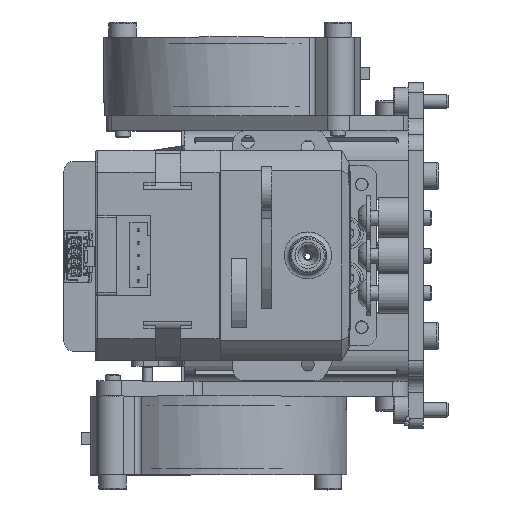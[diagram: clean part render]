
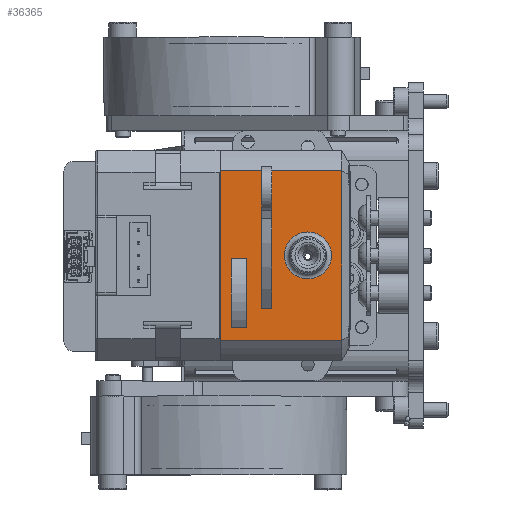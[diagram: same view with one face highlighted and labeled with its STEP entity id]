
A CAD part, top view. The second image highlights one B-rep face of the part: STEP entity #36365.
In plain terms, the highlighted face is planar.
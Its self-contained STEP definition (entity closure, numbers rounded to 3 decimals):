
#1252=FACE_BOUND('',#5498,.T.);
#1253=FACE_BOUND('',#5499,.T.);
#1254=FACE_BOUND('',#5500,.T.);
#1680=PLANE('',#39689);
#3347=FACE_OUTER_BOUND('',#5497,.T.);
#5497=EDGE_LOOP('',(#28162,#28163,#28164,#28165));
#5498=EDGE_LOOP('',(#28166,#28167,#28168,#28169));
#5499=EDGE_LOOP('',(#28170,#28171,#28172,#28173));
#5500=EDGE_LOOP('',(#28174));
#7923=LINE('',#57507,#11329);
#7924=LINE('',#57509,#11330);
#7925=LINE('',#57511,#11331);
#7926=LINE('',#57512,#11332);
#7927=LINE('',#57515,#11333);
#7928=LINE('',#57517,#11334);
#7929=LINE('',#57519,#11335);
#7930=LINE('',#57520,#11336);
#7931=LINE('',#57523,#11337);
#7932=LINE('',#57525,#11338);
#7933=LINE('',#57527,#11339);
#7934=LINE('',#57528,#11340);
#11329=VECTOR('',#46022,1000.);
#11330=VECTOR('',#46023,1000.);
#11331=VECTOR('',#46024,1000.);
#11332=VECTOR('',#46025,1000.);
#11333=VECTOR('',#46026,1000.);
#11334=VECTOR('',#46027,1000.);
#11335=VECTOR('',#46028,1000.);
#11336=VECTOR('',#46029,1000.);
#11337=VECTOR('',#46030,1000.);
#11338=VECTOR('',#46031,1000.);
#11339=VECTOR('',#46032,1000.);
#11340=VECTOR('',#46033,1000.);
#14605=CIRCLE('',#39629,4.7);
#16371=VERTEX_POINT('',#56837);
#16572=VERTEX_POINT('',#57505);
#16573=VERTEX_POINT('',#57506);
#16574=VERTEX_POINT('',#57508);
#16575=VERTEX_POINT('',#57510);
#16576=VERTEX_POINT('',#57513);
#16577=VERTEX_POINT('',#57514);
#16578=VERTEX_POINT('',#57516);
#16579=VERTEX_POINT('',#57518);
#16580=VERTEX_POINT('',#57521);
#16581=VERTEX_POINT('',#57522);
#16582=VERTEX_POINT('',#57524);
#16583=VERTEX_POINT('',#57526);
#20559=EDGE_CURVE('',#16371,#16371,#14605,.T.);
#20786=EDGE_CURVE('',#16572,#16573,#7923,.T.);
#20787=EDGE_CURVE('',#16572,#16574,#7924,.T.);
#20788=EDGE_CURVE('',#16574,#16575,#7925,.T.);
#20789=EDGE_CURVE('',#16575,#16573,#7926,.T.);
#20790=EDGE_CURVE('',#16576,#16577,#7927,.T.);
#20791=EDGE_CURVE('',#16577,#16578,#7928,.T.);
#20792=EDGE_CURVE('',#16579,#16578,#7929,.T.);
#20793=EDGE_CURVE('',#16576,#16579,#7930,.T.);
#20794=EDGE_CURVE('',#16580,#16581,#7931,.T.);
#20795=EDGE_CURVE('',#16580,#16582,#7932,.T.);
#20796=EDGE_CURVE('',#16582,#16583,#7933,.T.);
#20797=EDGE_CURVE('',#16583,#16581,#7934,.T.);
#28162=ORIENTED_EDGE('',*,*,#20786,.F.);
#28163=ORIENTED_EDGE('',*,*,#20787,.T.);
#28164=ORIENTED_EDGE('',*,*,#20788,.T.);
#28165=ORIENTED_EDGE('',*,*,#20789,.T.);
#28166=ORIENTED_EDGE('',*,*,#20790,.T.);
#28167=ORIENTED_EDGE('',*,*,#20791,.T.);
#28168=ORIENTED_EDGE('',*,*,#20792,.F.);
#28169=ORIENTED_EDGE('',*,*,#20793,.F.);
#28170=ORIENTED_EDGE('',*,*,#20794,.F.);
#28171=ORIENTED_EDGE('',*,*,#20795,.T.);
#28172=ORIENTED_EDGE('',*,*,#20796,.T.);
#28173=ORIENTED_EDGE('',*,*,#20797,.T.);
#28174=ORIENTED_EDGE('',*,*,#20559,.T.);
#36365=ADVANCED_FACE('',(#3347,#1252,#1253,#1254),#1680,.F.);
#39629=AXIS2_PLACEMENT_3D('',#56838,#45782,#45783);
#39689=AXIS2_PLACEMENT_3D('',#57504,#46020,#46021);
#45782=DIRECTION('center_axis',(0.,-1.,0.));
#45783=DIRECTION('ref_axis',(1.,0.,0.));
#46020=DIRECTION('center_axis',(0.,-1.,0.));
#46021=DIRECTION('ref_axis',(0.,0.,-1.));
#46022=DIRECTION('',(0.,0.,-1.));
#46023=DIRECTION('',(1.,0.,0.));
#46024=DIRECTION('',(0.,0.,-1.));
#46025=DIRECTION('',(-1.,0.,0.));
#46026=DIRECTION('',(-1.,0.,0.));
#46027=DIRECTION('',(0.,0.,-1.));
#46028=DIRECTION('',(-1.,0.,0.));
#46029=DIRECTION('',(0.,0.,-1.));
#46030=DIRECTION('',(1.,0.,0.));
#46031=DIRECTION('',(0.,0.,-1.));
#46032=DIRECTION('',(1.,0.,0.));
#46033=DIRECTION('',(0.,0.,1.));
#56837=CARTESIAN_POINT('',(6.788,57.386,67.297));
#56838=CARTESIAN_POINT('Origin',(11.488,57.386,67.297));
#57504=CARTESIAN_POINT('Origin',(32.488,57.386,49.797));
#57505=CARTESIAN_POINT('',(-5.483,57.386,74.047));
#57506=CARTESIAN_POINT('',(-5.483,57.386,49.797));
#57507=CARTESIAN_POINT('',(-5.483,57.386,75.547));
#57508=CARTESIAN_POINT('',(28.458,57.386,74.047));
#57509=CARTESIAN_POINT('',(28.458,57.386,74.047));
#57510=CARTESIAN_POINT('',(28.458,57.386,49.797));
#57511=CARTESIAN_POINT('',(28.458,57.386,75.547));
#57512=CARTESIAN_POINT('',(-5.483,57.386,49.797));
#57513=CARTESIAN_POINT('',(28.395,57.386,60.047));
#57514=CARTESIAN_POINT('',(0.874,57.386,60.047));
#57515=CARTESIAN_POINT('',(28.395,57.386,60.047));
#57516=CARTESIAN_POINT('',(0.874,57.386,58.047));
#57517=CARTESIAN_POINT('',(0.874,57.386,60.047));
#57518=CARTESIAN_POINT('',(28.395,57.386,58.047));
#57519=CARTESIAN_POINT('',(28.395,57.386,58.047));
#57520=CARTESIAN_POINT('',(28.395,57.386,60.047));
#57521=CARTESIAN_POINT('',(-2.896,57.386,54.997));
#57522=CARTESIAN_POINT('',(10.871,57.386,54.997));
#57523=CARTESIAN_POINT('',(32.488,57.386,54.997));
#57524=CARTESIAN_POINT('',(-2.896,57.386,51.997));
#57525=CARTESIAN_POINT('',(-2.896,57.386,54.997));
#57526=CARTESIAN_POINT('',(10.871,57.386,51.997));
#57527=CARTESIAN_POINT('',(32.488,57.386,51.997));
#57528=CARTESIAN_POINT('',(10.871,57.386,54.997));
